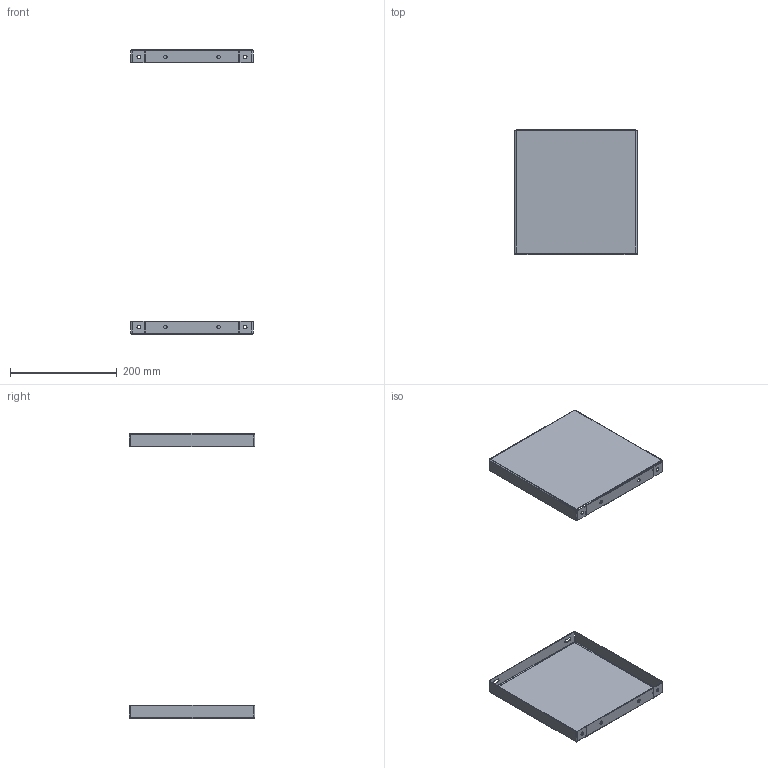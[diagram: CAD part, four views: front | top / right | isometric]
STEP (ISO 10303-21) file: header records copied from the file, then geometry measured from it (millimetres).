
FILE_DESCRIPTION (( 'STEP AP214' ), '1' );
FILE_NAME ('mb-15-krv-2 Êîæóõ ðóáèëüíèêà ÂÐ-32Ó íà 400-630À äëÿ ÂÐÓ Unit.STEP', '2020-02-14T06:50:45', ( '' ), ( '' ), 'SwSTEP 2.0', 'SolidWorks 2019', '' );
FILE_SCHEMA (( 'AUTOMOTIVE_DESIGN' ));
Length unit declared in the file: millimetre
Products named in the file (2): mb-15-krv-2 Êîæóõ ðóáèëüíèêà ÂÐ-32Ó íà 400-630À äëÿ ÂÐÓ Unit; 襟俶.015.06.00.02 鍔膰睯縺_00
Assembly tree (2 placements, depth 2):
  mb-15-krv-2 Êîæóõ ðóáèëüíèêà ÂÐ-32Ó íà 400-630À äëÿ ÂÐÓ Unit
    襟俶.015.06.00.02 鍔膰睯縺_00  x2
Bounding box: 230 x 235 x 535 mm (x, y, z)
Volume: 178841.4 mm3; surface area: 301365.4 mm2
Topology: 2 solids, 2 shells, 144 faces, 324 edges, 184 vertices
Faces by surface type: plane 96, cylinder 48
Entity records: 2048 total; most frequent: DIRECTION 364, CARTESIAN_POINT 331, ORIENTED_EDGE 324, EDGE_CURVE 162, AXIS2_PLACEMENT_3D 125, VECTOR 114, LINE 114, VERTEX_POINT 92
